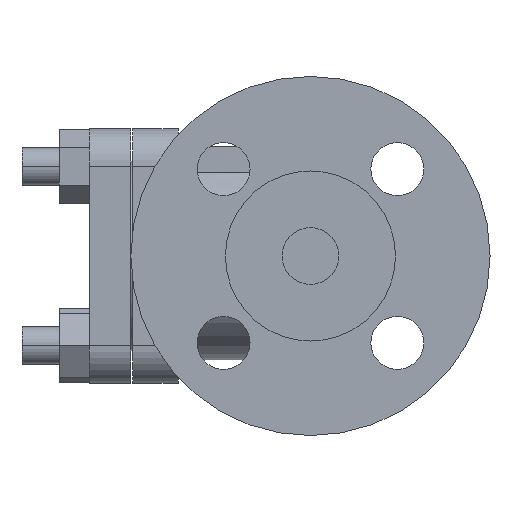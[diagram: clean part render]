
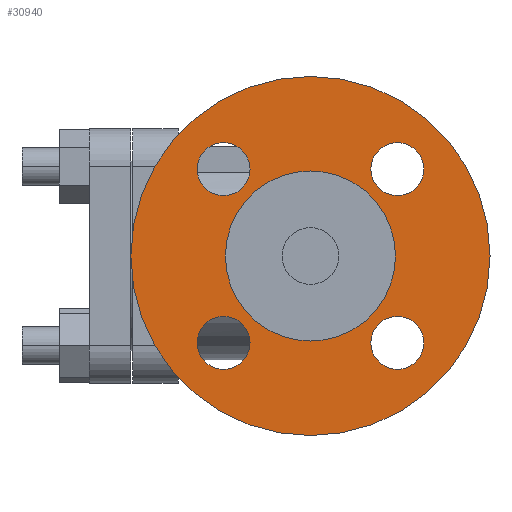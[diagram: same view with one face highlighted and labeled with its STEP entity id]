
A CAD part, left-side view. The second image highlights one B-rep face of the part: STEP entity #30940.
In plain terms, the highlighted planar face has unit normal (-1, 0, 0).
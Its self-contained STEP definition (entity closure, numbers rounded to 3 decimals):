
#7210=CARTESIAN_POINT('',(2.,0.,-47.5));
#7220=VERTEX_POINT('',#7210);
#7250=CARTESIAN_POINT('',(2.,0.,0.));
#7260=DIRECTION('',(1.,0.,0.));
#7270=DIRECTION('',(0.,0.,-1.));
#7280=AXIS2_PLACEMENT_3D('',#7250,#7260,#7270);
#7290=CIRCLE('',#7280,47.5);
#7300=CARTESIAN_POINT('',(2.,0.,47.5));
#7310=VERTEX_POINT('',#7300);
#7320=EDGE_CURVE('',#7310,#7220,#7290,.T.);
#7630=CARTESIAN_POINT('',(2.,22.981,-15.981));
#7640=VERTEX_POINT('',#7630);
#7800=CARTESIAN_POINT('',(2.,22.981,-29.981));
#7810=VERTEX_POINT('',#7800);
#7840=CARTESIAN_POINT('',(2.,22.981,-22.981));
#7850=DIRECTION('',(-1.,0.,0.));
#7860=DIRECTION('',(0.,0.,-1.));
#7870=AXIS2_PLACEMENT_3D('',#7840,#7850,#7860);
#7880=CIRCLE('',#7870,7.);
#7890=EDGE_CURVE('',#7640,#7810,#7880,.T.);
#8050=CARTESIAN_POINT('',(2.,-22.981,-15.981));
#8060=VERTEX_POINT('',#8050);
#8220=CARTESIAN_POINT('',(2.,-22.981,-29.981));
#8230=VERTEX_POINT('',#8220);
#8260=CARTESIAN_POINT('',(2.,-22.981,-22.981));
#8270=DIRECTION('',(-1.,0.,0.));
#8280=DIRECTION('',(0.,0.,-1.));
#8290=AXIS2_PLACEMENT_3D('',#8260,#8270,#8280);
#8300=CIRCLE('',#8290,7.);
#8310=EDGE_CURVE('',#8060,#8230,#8300,.T.);
#8470=CARTESIAN_POINT('',(2.,22.981,29.981));
#8480=VERTEX_POINT('',#8470);
#8510=CARTESIAN_POINT('',(2.,22.981,22.981));
#8520=DIRECTION('',(-1.,0.,0.));
#8530=DIRECTION('',(0.,0.,-1.));
#8540=AXIS2_PLACEMENT_3D('',#8510,#8520,#8530);
#8550=CIRCLE('',#8540,7.);
#8560=CARTESIAN_POINT('',(2.,22.981,15.981));
#8570=VERTEX_POINT('',#8560);
#8580=EDGE_CURVE('',#8570,#8480,#8550,.T.);
#8890=CARTESIAN_POINT('',(2.,-22.981,15.981));
#8900=VERTEX_POINT('',#8890);
#9060=CARTESIAN_POINT('',(2.,-22.981,29.981));
#9070=VERTEX_POINT('',#9060);
#9100=CARTESIAN_POINT('',(2.,-22.981,22.981));
#9110=DIRECTION('',(-1.,0.,0.));
#9120=DIRECTION('',(0.,0.,-1.));
#9130=AXIS2_PLACEMENT_3D('',#9100,#9110,#9120);
#9140=CIRCLE('',#9130,7.);
#9150=EDGE_CURVE('',#8900,#9070,#9140,.T.);
#9310=CARTESIAN_POINT('',(2.,-22.5,0.));
#9320=VERTEX_POINT('',#9310);
#9350=CARTESIAN_POINT('',(2.,0.,0.));
#9360=DIRECTION('',(-1.,0.,0.));
#9370=DIRECTION('',(0.,1.,0.));
#9380=AXIS2_PLACEMENT_3D('',#9350,#9360,#9370);
#9390=CIRCLE('',#9380,22.5);
#9400=CARTESIAN_POINT('',(2.,22.5,0.));
#9410=VERTEX_POINT('',#9400);
#9420=EDGE_CURVE('',#9410,#9320,#9390,.T.);
#30590=CARTESIAN_POINT('',(2.,35.,0.));
#30600=DIRECTION('',(1.,0.,0.));
#30610=DIRECTION('',(0.,-1.,0.));
#30620=AXIS2_PLACEMENT_3D('',#30590,#30600,#30610);
#30630=PLANE('',#30620);
#30640=EDGE_CURVE('',#7810,#7640,#7880,.T.);
#30650=ORIENTED_EDGE('',*,*,#30640,.F.);
#30660=ORIENTED_EDGE('',*,*,#7890,.F.);
#30670=EDGE_LOOP('',(#30660,#30650));
#30680=FACE_BOUND('',#30670,.T.);
#30690=EDGE_CURVE('',#8230,#8060,#8300,.T.);
#30700=ORIENTED_EDGE('',*,*,#30690,.F.);
#30710=ORIENTED_EDGE('',*,*,#8310,.F.);
#30720=EDGE_LOOP('',(#30710,#30700));
#30730=FACE_BOUND('',#30720,.T.);
#30740=EDGE_CURVE('',#8480,#8570,#8550,.T.);
#30750=ORIENTED_EDGE('',*,*,#30740,.F.);
#30760=ORIENTED_EDGE('',*,*,#8580,.F.);
#30770=EDGE_LOOP('',(#30760,#30750));
#30780=FACE_BOUND('',#30770,.T.);
#30790=EDGE_CURVE('',#9070,#8900,#9140,.T.);
#30800=ORIENTED_EDGE('',*,*,#30790,.F.);
#30810=ORIENTED_EDGE('',*,*,#9150,.F.);
#30820=EDGE_LOOP('',(#30810,#30800));
#30830=FACE_BOUND('',#30820,.T.);
#30840=EDGE_CURVE('',#7220,#7310,#7290,.T.);
#30850=ORIENTED_EDGE('',*,*,#30840,.F.);
#30860=ORIENTED_EDGE('',*,*,#7320,.F.);
#30870=EDGE_LOOP('',(#30860,#30850));
#30880=FACE_OUTER_BOUND('',#30870,.T.);
#30890=ORIENTED_EDGE('',*,*,#9420,.F.);
#30900=EDGE_CURVE('',#9320,#9410,#9390,.T.);
#30910=ORIENTED_EDGE('',*,*,#30900,.F.);
#30920=EDGE_LOOP('',(#30910,#30890));
#30930=FACE_BOUND('',#30920,.T.);
#30940=ADVANCED_FACE('',(#30680,#30730,#30780,#30830,#30880,#30930),
#30630,.F.);
